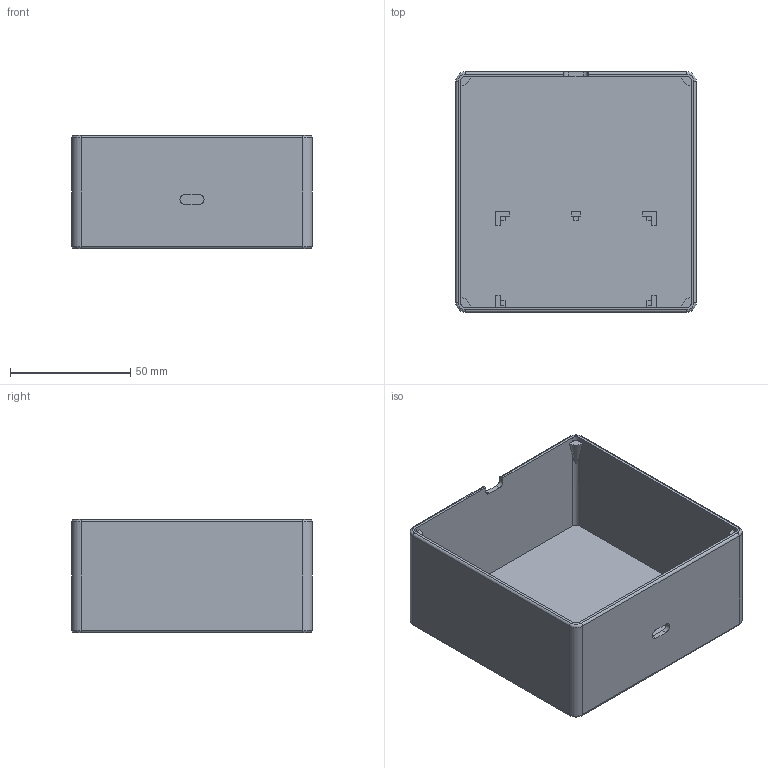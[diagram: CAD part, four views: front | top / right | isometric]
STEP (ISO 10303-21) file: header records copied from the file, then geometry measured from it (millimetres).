
FILE_DESCRIPTION(/* description */ ('STEP AP242 Edition 2','CAx-IF Rec.Pracs.---Representation and Presentation of Product Manufacturing Information (PMI)---4.0---2014-10-13','CAx-IF Rec.Pracs.---3D Tessellated Geometry---0.4---2014-09-14','2;1','CAx-IF Rec.Pracs.---User Defined Attributes---1.5---2016-08-15'),/* implementation_level */ '2;1');
FILE_NAME(/* name */ '6920db855fceecea210fb95e',/* time_stamp */ '2025-11-21T21:37:09Z',/* author */ (''),/* organization */ (''),/* preprocessor_version */ 'ST-DEVELOPER v20',/* originating_system */ 'ONSHAPE BY PTC INC, 1.207',/* authorisation */ ' ');
FILE_SCHEMA (('AP242_MANAGED_MODEL_BASED_3D_ENGINEERING_MIM_LF { 1 0 10303 442 3 1 4 }'));
Length unit declared in the file: millimetre
Products named in the file (1): Part 1
Bounding box: 100 x 100 x 47 mm (x, y, z)
Volume: 55051.9 mm3; surface area: 55560.8 mm2
Topology: 1 solids, 1 shells, 106 faces, 287 edges, 186 vertices
Faces by surface type: plane 67, cylinder 27, torus 8, cone 4
Entity records: 3403 total; most frequent: CARTESIAN_POINT 660, ORIENTED_EDGE 574, DIRECTION 559, EDGE_CURVE 287, LINE 221, VECTOR 221, VERTEX_POINT 186, AXIS2_PLACEMENT_3D 169
